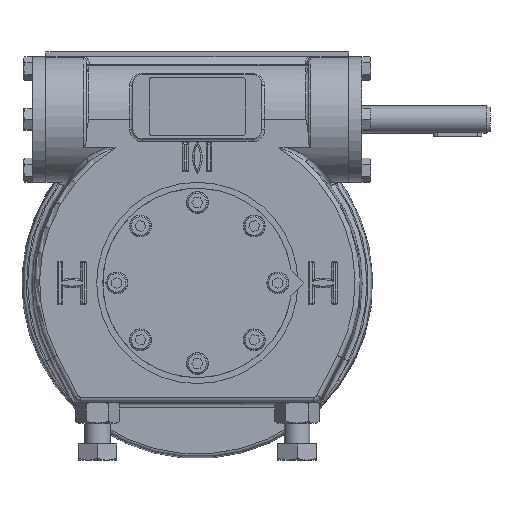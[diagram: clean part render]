
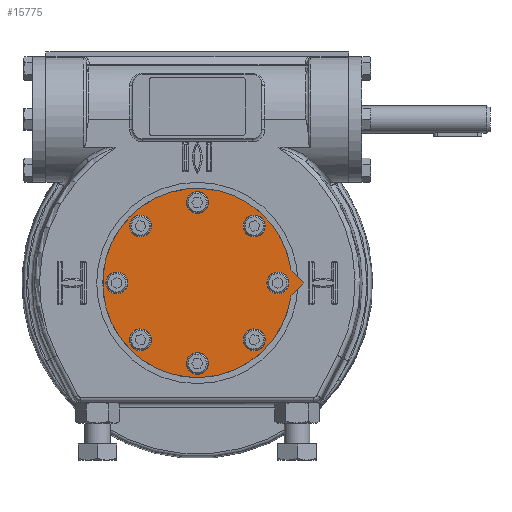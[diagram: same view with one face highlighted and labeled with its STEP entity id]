
A CAD part, top view. The second image highlights one B-rep face of the part: STEP entity #15775.
In plain terms, the highlighted planar face has unit normal (0, 0, 1).
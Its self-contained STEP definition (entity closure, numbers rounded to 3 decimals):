
#1569=CIRCLE('',#19973,58.75);
#1571=CIRCLE('',#19978,4.5);
#1572=CIRCLE('',#19979,4.5);
#1573=CIRCLE('',#19980,4.5);
#1574=CIRCLE('',#19981,4.5);
#1575=CIRCLE('',#19982,4.5);
#1576=CIRCLE('',#19983,4.5);
#1577=CIRCLE('',#19984,4.5);
#1578=CIRCLE('',#19985,4.5);
#5286=ORIENTED_EDGE('',*,*,#8196,.F.);
#5287=ORIENTED_EDGE('',*,*,#8197,.F.);
#5288=ORIENTED_EDGE('',*,*,#8198,.F.);
#5289=ORIENTED_EDGE('',*,*,#8199,.F.);
#5290=ORIENTED_EDGE('',*,*,#8200,.F.);
#5291=ORIENTED_EDGE('',*,*,#8201,.F.);
#5292=ORIENTED_EDGE('',*,*,#8202,.F.);
#5293=ORIENTED_EDGE('',*,*,#8203,.F.);
#5294=ORIENTED_EDGE('',*,*,#8187,.F.);
#5295=ORIENTED_EDGE('',*,*,#8194,.F.);
#5296=ORIENTED_EDGE('',*,*,#8191,.F.);
#8187=EDGE_CURVE('',#10328,#10329,#1569,.T.);
#8191=EDGE_CURVE('',#10329,#10332,#11623,.T.);
#8194=EDGE_CURVE('',#10332,#10328,#11626,.T.);
#8196=EDGE_CURVE('',#10334,#10334,#1571,.T.);
#8197=EDGE_CURVE('',#10335,#10335,#1572,.T.);
#8198=EDGE_CURVE('',#10336,#10336,#1573,.T.);
#8199=EDGE_CURVE('',#10337,#10337,#1574,.T.);
#8200=EDGE_CURVE('',#10338,#10338,#1575,.T.);
#8201=EDGE_CURVE('',#10339,#10339,#1576,.T.);
#8202=EDGE_CURVE('',#10340,#10340,#1577,.T.);
#8203=EDGE_CURVE('',#10341,#10341,#1578,.T.);
#10328=VERTEX_POINT('',#39135);
#10329=VERTEX_POINT('',#39136);
#10332=VERTEX_POINT('',#39144);
#10334=VERTEX_POINT('',#39153);
#10335=VERTEX_POINT('',#39155);
#10336=VERTEX_POINT('',#39157);
#10337=VERTEX_POINT('',#39159);
#10338=VERTEX_POINT('',#39161);
#10339=VERTEX_POINT('',#39163);
#10340=VERTEX_POINT('',#39165);
#10341=VERTEX_POINT('',#39167);
#11623=LINE('',#39143,#12834);
#11626=LINE('',#39149,#12837);
#12834=VECTOR('',#23976,1000.);
#12837=VECTOR('',#23981,1000.);
#13703=EDGE_LOOP('',(#5286));
#13704=EDGE_LOOP('',(#5287));
#13705=EDGE_LOOP('',(#5288));
#13706=EDGE_LOOP('',(#5289));
#13707=EDGE_LOOP('',(#5290));
#13708=EDGE_LOOP('',(#5291));
#13709=EDGE_LOOP('',(#5292));
#13710=EDGE_LOOP('',(#5293));
#13711=EDGE_LOOP('',(#5294,#5295,#5296));
#14619=FACE_BOUND('',#13703,.T.);
#14620=FACE_BOUND('',#13704,.T.);
#14621=FACE_BOUND('',#13705,.T.);
#14622=FACE_BOUND('',#13706,.T.);
#14623=FACE_BOUND('',#13707,.T.);
#14624=FACE_BOUND('',#13708,.T.);
#14625=FACE_BOUND('',#13709,.T.);
#14626=FACE_BOUND('',#13710,.T.);
#14627=FACE_BOUND('',#13711,.T.);
#15092=PLANE('',#19977);
#15775=ADVANCED_FACE('',(#14619,#14620,#14621,#14622,#14623,#14624,#14625,
#14626,#14627),#15092,.F.);
#19973=AXIS2_PLACEMENT_3D('',#39134,#23968,#23969);
#19977=AXIS2_PLACEMENT_3D('',#39151,#23983,#23984);
#19978=AXIS2_PLACEMENT_3D('',#39152,#23985,#23986);
#19979=AXIS2_PLACEMENT_3D('',#39154,#23987,#23988);
#19980=AXIS2_PLACEMENT_3D('',#39156,#23989,#23990);
#19981=AXIS2_PLACEMENT_3D('',#39158,#23991,#23992);
#19982=AXIS2_PLACEMENT_3D('',#39160,#23993,#23994);
#19983=AXIS2_PLACEMENT_3D('',#39162,#23995,#23996);
#19984=AXIS2_PLACEMENT_3D('',#39164,#23997,#23998);
#19985=AXIS2_PLACEMENT_3D('',#39166,#23999,#24000);
#23968=DIRECTION('',(0.,0.,-1.));
#23969=DIRECTION('',(1.,0.,0.));
#23976=DIRECTION('',(0.707,-0.707,0.));
#23981=DIRECTION('',(-0.707,-0.707,0.));
#23983=DIRECTION('',(0.,0.,-1.));
#23984=DIRECTION('',(1.,0.,0.));
#23985=DIRECTION('',(0.,0.,1.));
#23986=DIRECTION('',(-0.707,0.707,0.));
#23987=DIRECTION('',(0.,0.,1.));
#23988=DIRECTION('',(0.,1.,0.));
#23989=DIRECTION('',(0.,0.,1.));
#23990=DIRECTION('',(0.707,0.707,0.));
#23991=DIRECTION('',(0.,0.,1.));
#23992=DIRECTION('',(1.,0.,0.));
#23993=DIRECTION('',(0.,0.,1.));
#23994=DIRECTION('',(0.707,-0.707,0.));
#23995=DIRECTION('',(0.,0.,1.));
#23996=DIRECTION('',(0.,-1.,0.));
#23997=DIRECTION('',(0.,0.,1.));
#23998=DIRECTION('',(-0.707,-0.707,0.));
#23999=DIRECTION('',(0.,0.,1.));
#24000=DIRECTION('',(-1.,0.,0.));
#39134=CARTESIAN_POINT('',(0.,0.,43.33));
#39135=CARTESIAN_POINT('',(58.195,-8.055,43.33));
#39136=CARTESIAN_POINT('',(58.195,8.055,43.33));
#39143=CARTESIAN_POINT('',(58.195,8.055,43.33));
#39144=CARTESIAN_POINT('',(66.25,0.,43.33));
#39149=CARTESIAN_POINT('',(66.25,0.,43.33));
#39151=CARTESIAN_POINT('',(0.,0.,43.33));
#39152=CARTESIAN_POINT('',(-35.355,-35.355,43.33));
#39153=CARTESIAN_POINT('',(-38.537,-32.173,43.33));
#39154=CARTESIAN_POINT('',(-50.,0.,43.33));
#39155=CARTESIAN_POINT('',(-50.,4.5,43.33));
#39156=CARTESIAN_POINT('',(-35.355,35.355,43.33));
#39157=CARTESIAN_POINT('',(-32.173,38.537,43.33));
#39158=CARTESIAN_POINT('',(0.,50.,43.33));
#39159=CARTESIAN_POINT('',(4.5,50.,43.33));
#39160=CARTESIAN_POINT('',(35.355,35.355,43.33));
#39161=CARTESIAN_POINT('',(38.537,32.173,43.33));
#39162=CARTESIAN_POINT('',(50.,0.,43.33));
#39163=CARTESIAN_POINT('',(50.,-4.5,43.33));
#39164=CARTESIAN_POINT('',(35.355,-35.355,43.33));
#39165=CARTESIAN_POINT('',(32.173,-38.537,43.33));
#39166=CARTESIAN_POINT('',(0.,-50.,43.33));
#39167=CARTESIAN_POINT('',(-4.5,-50.,43.33));
